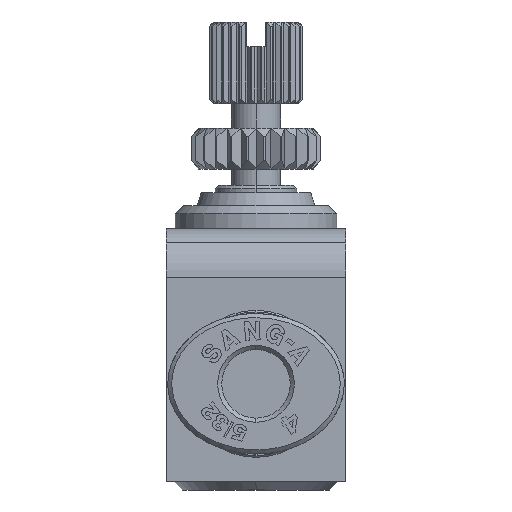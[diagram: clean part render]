
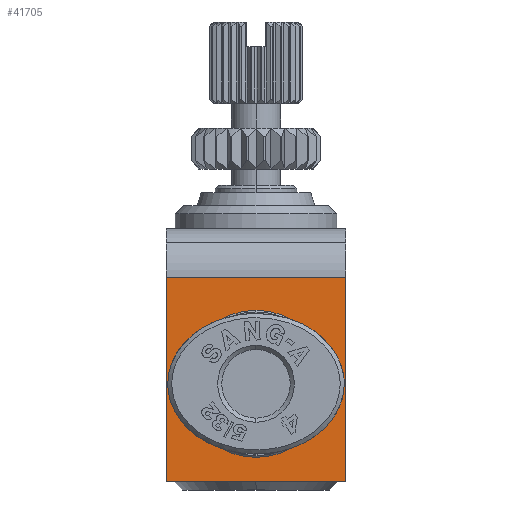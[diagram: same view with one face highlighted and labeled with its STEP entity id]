
A CAD part, left-side view. The second image highlights one B-rep face of the part: STEP entity #41705.
In plain terms, the highlighted planar face has unit normal (-1, 0, 0).
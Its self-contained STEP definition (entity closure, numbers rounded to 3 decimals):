
#585=CARTESIAN_POINT('',(-10.0,5.5,2.75));
#586=VERTEX_POINT('',#585);
#602=CARTESIAN_POINT('',(-10.,5.5,-6.25));
#603=VERTEX_POINT('',#602);
#610=CARTESIAN_POINT('',(-10.,5.5,-1.75));
#611=DIRECTION('',(1.0,0.0,0.0));
#612=DIRECTION('',(0.0,0.0,1.0));
#613=AXIS2_PLACEMENT_3D('',#610,#611,#612);
#614=CIRCLE('',#613,4.5);
#615=EDGE_CURVE('',#586,#603,#614,.T.);
#40971=CARTESIAN_POINT('',(-10.,5.5,-1.75));
#40972=DIRECTION('',(1.0,0.0,0.0));
#40973=DIRECTION('',(0.0,0.0,1.0));
#40974=AXIS2_PLACEMENT_3D('',#40971,#40972,#40973);
#40975=CIRCLE('',#40974,4.5);
#40976=EDGE_CURVE('',#603,#586,#40975,.T.);
#41599=CARTESIAN_POINT('',(-10.0,0.0,4.75));
#41600=VERTEX_POINT('',#41599);
#41608=CARTESIAN_POINT('',(-10.0,0.0,-7.75));
#41609=VERTEX_POINT('',#41608);
#41610=CARTESIAN_POINT('',(-10.0,0.0,-7.75));
#41611=DIRECTION('',(0.0,0.0,1.0));
#41612=VECTOR('',#41611,12.5);
#41613=LINE('',#41610,#41612);
#41614=EDGE_CURVE('',#41609,#41600,#41613,.T.);
#41659=CARTESIAN_POINT('',(-10.0,11.0,4.75));
#41660=VERTEX_POINT('',#41659);
#41668=CARTESIAN_POINT('',(-10.0,11.0,4.75));
#41669=DIRECTION('',(0.0,-1.0,0.0));
#41670=VECTOR('',#41669,11.0);
#41671=LINE('',#41668,#41670);
#41672=EDGE_CURVE('',#41660,#41600,#41671,.T.);
#41678=CARTESIAN_POINT('',(-10.0,5.5,7.75));
#41679=DIRECTION('',(-1.0,0.0,0.0));
#41680=DIRECTION('',(0.0,0.0,1.0));
#41681=AXIS2_PLACEMENT_3D('',#41678,#41679,#41680);
#41682=PLANE('',#41681);
#41683=ORIENTED_EDGE('',*,*,#41672,.F.);
#41684=CARTESIAN_POINT('',(-10.0,11.0,-7.75));
#41685=VERTEX_POINT('',#41684);
#41686=CARTESIAN_POINT('',(-10.0,11.0,4.75));
#41687=DIRECTION('',(0.0,0.0,-1.0));
#41688=VECTOR('',#41687,12.5);
#41689=LINE('',#41686,#41688);
#41690=EDGE_CURVE('',#41660,#41685,#41689,.T.);
#41691=ORIENTED_EDGE('',*,*,#41690,.T.);
#41692=CARTESIAN_POINT('',(-10.0,11.0,-7.75));
#41693=DIRECTION('',(0.0,-1.0,0.0));
#41694=VECTOR('',#41693,11.0);
#41695=LINE('',#41692,#41694);
#41696=EDGE_CURVE('',#41685,#41609,#41695,.T.);
#41697=ORIENTED_EDGE('',*,*,#41696,.T.);
#41698=ORIENTED_EDGE('',*,*,#41614,.T.);
#41699=EDGE_LOOP('',(#41683,#41691,#41697,#41698));
#41700=FACE_OUTER_BOUND('',#41699,.T.);
#41701=ORIENTED_EDGE('',*,*,#615,.T.);
#41702=ORIENTED_EDGE('',*,*,#40976,.T.);
#41703=EDGE_LOOP('',(#41701,#41702));
#41704=FACE_BOUND('',#41703,.T.);
#41705=ADVANCED_FACE('',(#41700,#41704),#41682,.T.);
